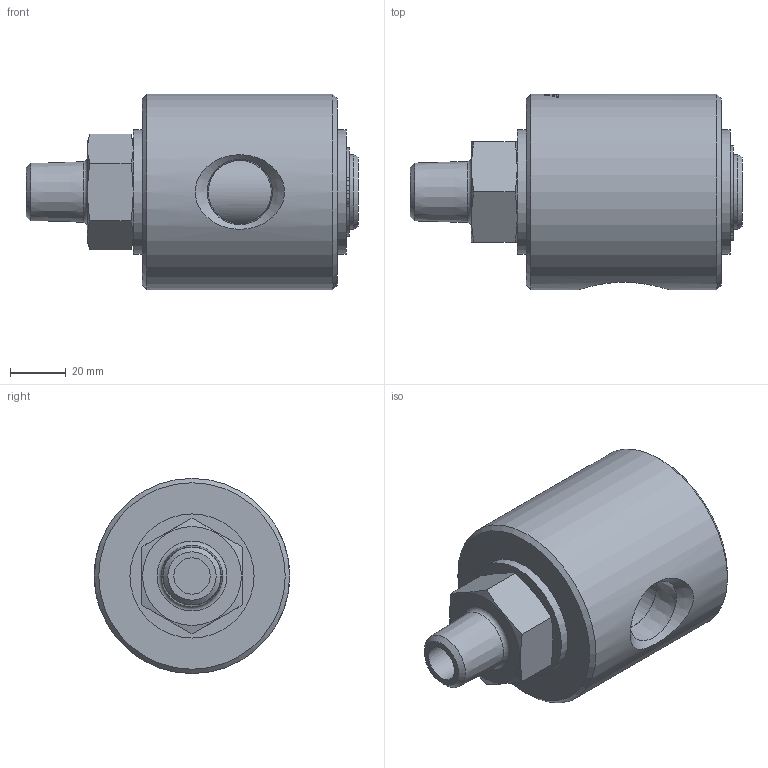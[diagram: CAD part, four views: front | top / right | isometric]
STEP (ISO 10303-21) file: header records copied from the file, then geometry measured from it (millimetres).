
FILE_DESCRIPTION(/* description */ (''),/* implementation_level */ '2;1');
FILE_NAME(/* name */ '21-040-113-IC.stp',/* time_stamp */ '2020-05-21T07:55:59-05:00',/* author */ ('manton'),/* organization */ (''),/* preprocessor_version */ 'ST-DEVELOPER v18',/* originating_system */ 'Autodesk Inventor 2020',/* authorisation */ '');
FILE_SCHEMA (('AUTOMOTIVE_DESIGN { 1 0 10303 214 3 1 1 }'));
Products named in the file (1): 21-040-113-IC
Bounding box: 119 x 70 x 70 mm (x, y, z)
Volume: 292215.9 mm3; surface area: 30602.8 mm2
Topology: 1 solids, 1 shells, 310 faces, 815 edges, 545 vertices
Faces by surface type: bspline 147, plane 107, cylinder 46, cone 9, torus 1
Full cylindrical faces by diameter (mm): 2 x2, 13 x1, 22.631 x1, 26.75 x1, 44.45 x2, 70 x1
Entity records: 40553 total; most frequent: CARTESIAN_POINT 33415, ORIENTED_EDGE 1630, DIRECTION 1142, EDGE_CURVE 815, VERTEX_POINT 545, AXIS2_PLACEMENT_3D 409, EDGE_LOOP 348, LINE 324
